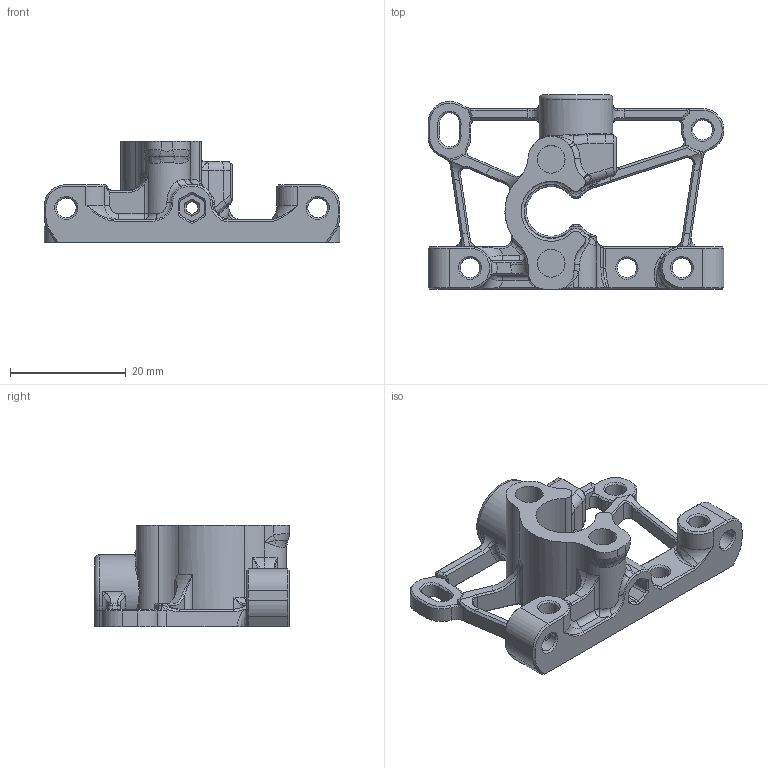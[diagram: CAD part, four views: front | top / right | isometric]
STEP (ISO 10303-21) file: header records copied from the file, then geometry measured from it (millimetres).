
FILE_DESCRIPTION(/* description */ (''),/* implementation_level */ '2;1');
FILE_NAME(/* name */ 'housing_core_ECAS_MM.step',/* time_stamp */ '2021-05-16T00:48:17+02:00',/* author */ (''),/* organization */ (''),/* preprocessor_version */ 'ST-DEVELOPER v18.1',/* originating_system */ 'Autodesk Translation Framework v10.6.0.1341',/* authorisation */ '');
FILE_SCHEMA (('AUTOMOTIVE_DESIGN { 1 0 10303 214 3 1 1 }'));
Length unit declared in the file: millimetre
Products named in the file (1): housing_core^housing_sherpa_mini_a3_r9c
Bounding box: 51.24 x 33.71 x 17.5 mm (x, y, z)
Volume: 6159.1 mm3; surface area: 6240.7 mm2
Topology: 1 solids, 3 shells, 740 faces, 1829 edges, 1052 vertices
Faces by surface type: bspline 221, cylinder 184, plane 174, cone 117, torus 40, sphere 4
Full cylindrical faces by diameter (mm): 3.3 x1, 3.4 x7, 4.8 x5, 8.4 x1
Entity records: 39339 total; most frequent: CARTESIAN_POINT 23240, ORIENTED_EDGE 3578, DIRECTION 3059, EDGE_CURVE 1789, AXIS2_PLACEMENT_3D 1165, VERTEX_POINT 1052, EDGE_LOOP 767, FACE_OUTER_BOUND 740
